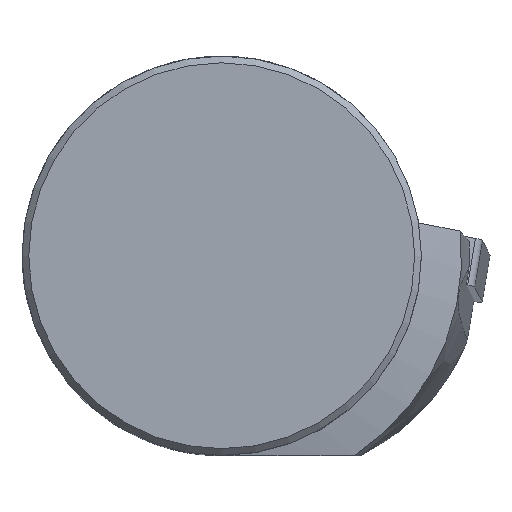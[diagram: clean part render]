
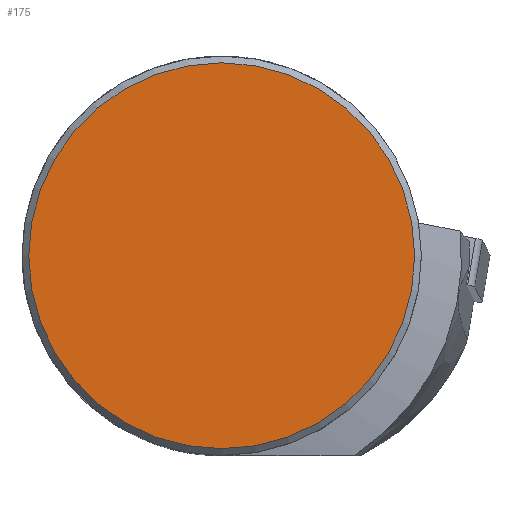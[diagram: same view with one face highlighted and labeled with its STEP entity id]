
A CAD part, top view. The second image highlights one B-rep face of the part: STEP entity #175.
In plain terms, the highlighted planar face has unit normal (0, 0, 1).
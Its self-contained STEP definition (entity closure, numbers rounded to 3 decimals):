
#140=FACE_OUTER_BOUND('',#259,.T.);
#175=ADVANCED_FACE('',(#140),#205,.T.);
#205=PLANE('',#918);
#259=EDGE_LOOP('',(#537));
#299=CIRCLE('',#886,19.325);
#537=ORIENTED_EDGE('',*,*,#709,.T.);
#638=VERTEX_POINT('',#1268);
#709=EDGE_CURVE('',#638,#638,#299,.T.);
#886=AXIS2_PLACEMENT_3D('',#1267,#1010,#1011);
#918=AXIS2_PLACEMENT_3D('',#1410,#1089,#1090);
#1010=DIRECTION('',(0.,0.,1.));
#1011=DIRECTION('',(1.,0.,0.));
#1089=DIRECTION('',(0.,0.,1.));
#1090=DIRECTION('',(1.,0.,0.));
#1267=CARTESIAN_POINT('',(0.,0.,0.));
#1268=CARTESIAN_POINT('',(19.325,0.,0.));
#1410=CARTESIAN_POINT('',(0.,0.,0.));
